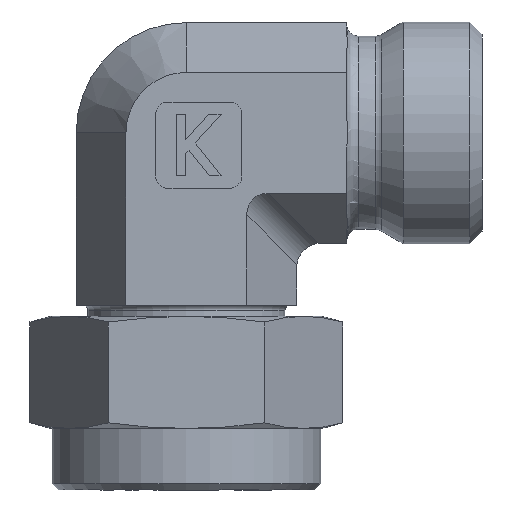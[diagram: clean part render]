
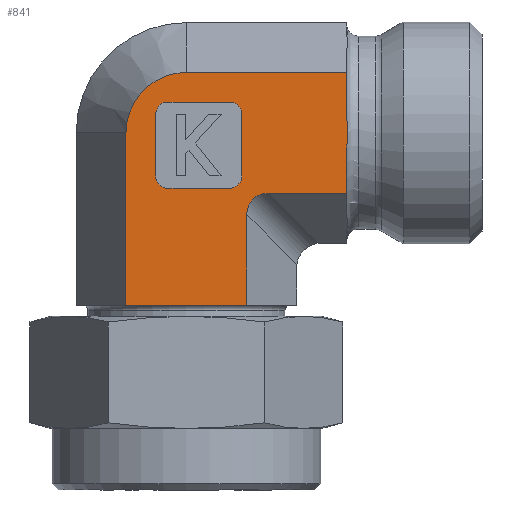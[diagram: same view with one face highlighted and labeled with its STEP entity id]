
A CAD part, left-side view. The second image highlights one B-rep face of the part: STEP entity #841.
In plain terms, the highlighted planar face has unit normal (-1, 0, 0).
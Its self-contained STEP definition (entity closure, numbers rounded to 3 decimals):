
#186=CARTESIAN_POINT('',(-27.685,4.636,1.));
#187=VERTEX_POINT('',#186);
#194=CARTESIAN_POINT('',(-27.685,14.451,1.));
#195=VERTEX_POINT('',#194);
#196=CARTESIAN_POINT('',(-27.685,14.451,1.));
#197=DIRECTION('',(0.0,-1.0,0.0));
#198=VECTOR('',#197,9.815);
#199=LINE('',#196,#198);
#200=EDGE_CURVE('',#195,#187,#199,.T.);
#683=CARTESIAN_POINT('',(-27.685,4.636,0.0));
#684=DIRECTION('',(-1.0,0.0,0.0));
#685=DIRECTION('',(0.0,0.0,1.0));
#686=AXIS2_PLACEMENT_3D('',#683,#684,#685);
#687=PLANE('',#686);
#688=ORIENTED_EDGE('',*,*,#200,.T.);
#689=CARTESIAN_POINT('',(-27.685,4.636,8.36));
#690=VERTEX_POINT('',#689);
#691=CARTESIAN_POINT('',(-27.685,4.636,1.));
#692=DIRECTION('',(0.0,0.0,1.0));
#693=VECTOR('',#692,7.36);
#694=LINE('',#691,#693);
#695=EDGE_CURVE('',#187,#690,#694,.T.);
#696=ORIENTED_EDGE('',*,*,#695,.T.);
#697=CARTESIAN_POINT('',(-27.685,2.904,10.093));
#698=VERTEX_POINT('',#697);
#699=CARTESIAN_POINT('',(-27.685,2.327,7.783));
#700=DIRECTION('',(-1.0,0.,0.));
#701=DIRECTION('',(0.,0.707,0.707));
#702=AXIS2_PLACEMENT_3D('',#699,#700,#701);
#703=ELLIPSE('',#702,2.582,2.0);
#704=EDGE_CURVE('',#698,#690,#703,.T.);
#705=ORIENTED_EDGE('',*,*,#704,.F.);
#706=CARTESIAN_POINT('',(-27.685,-3.456,10.093));
#707=VERTEX_POINT('',#706);
#708=CARTESIAN_POINT('',(-27.685,2.904,10.093));
#709=DIRECTION('',(0.0,-1.0,0.0));
#710=VECTOR('',#709,6.36);
#711=LINE('',#708,#710);
#712=EDGE_CURVE('',#698,#707,#711,.T.);
#713=ORIENTED_EDGE('',*,*,#712,.T.);
#714=CARTESIAN_POINT('',(-27.685,-3.456,12.536));
#715=VERTEX_POINT('',#714);
#716=CARTESIAN_POINT('',(-27.685,-3.456,10.093));
#717=DIRECTION('',(0.0,0.0,1.0));
#718=VECTOR('',#717,2.443);
#719=LINE('',#716,#718);
#720=EDGE_CURVE('',#707,#715,#719,.T.);
#721=ORIENTED_EDGE('',*,*,#720,.T.);
#722=CARTESIAN_POINT('',(-27.685,-3.456,17.464));
#723=VERTEX_POINT('',#722);
#724=CARTESIAN_POINT('',(-27.685,-3.456,12.536));
#725=CARTESIAN_POINT('',(-27.685,-3.456,12.769));
#726=CARTESIAN_POINT('',(-27.685,-3.464,13.048));
#727=CARTESIAN_POINT('',(-27.685,-3.491,13.818));
#728=CARTESIAN_POINT('',(-27.685,-3.519,14.462));
#729=CARTESIAN_POINT('',(-27.685,-3.519,15.));
#730=CARTESIAN_POINT('',(-27.685,-3.519,15.538));
#731=CARTESIAN_POINT('',(-27.685,-3.491,16.182));
#732=CARTESIAN_POINT('',(-27.685,-3.464,16.952));
#733=CARTESIAN_POINT('',(-27.685,-3.456,17.231));
#734=CARTESIAN_POINT('',(-27.685,-3.456,17.464));
#735=B_SPLINE_CURVE_WITH_KNOTS('',3,(#724,#725,#726,#727,#728,#729,#730,#731,#732,#733,#734),.UNSPECIFIED.,.F.,.U.,(4,2,3,2,4),(-0.231,-0.161,0.0,0.161,0.231),.UNSPECIFIED.);
#736=EDGE_CURVE('',#715,#723,#735,.T.);
#737=ORIENTED_EDGE('',*,*,#736,.T.);
#738=CARTESIAN_POINT('',(-27.685,-3.456,19.907));
#739=VERTEX_POINT('',#738);
#740=CARTESIAN_POINT('',(-27.685,-3.456,17.464));
#741=DIRECTION('',(0.0,0.0,1.0));
#742=VECTOR('',#741,2.443);
#743=LINE('',#740,#742);
#744=EDGE_CURVE('',#723,#739,#743,.T.);
#745=ORIENTED_EDGE('',*,*,#744,.T.);
#746=CARTESIAN_POINT('',(-27.685,9.544,19.907));
#747=VERTEX_POINT('',#746);
#748=CARTESIAN_POINT('',(-27.685,9.544,19.907));
#749=DIRECTION('',(0.0,-1.0,0.0));
#750=VECTOR('',#749,13.);
#751=LINE('',#748,#750);
#752=EDGE_CURVE('',#747,#739,#751,.T.);
#753=ORIENTED_EDGE('',*,*,#752,.F.);
#754=CARTESIAN_POINT('',(-27.685,14.451,15.));
#755=VERTEX_POINT('',#754);
#756=CARTESIAN_POINT('',(-27.685,9.544,15.));
#757=DIRECTION('',(-1.0,0.0,0.0));
#758=DIRECTION('',(0.0,0.0,1.0));
#759=AXIS2_PLACEMENT_3D('',#756,#757,#758);
#760=CIRCLE('',#759,4.907);
#761=EDGE_CURVE('',#747,#755,#760,.T.);
#762=ORIENTED_EDGE('',*,*,#761,.T.);
#763=CARTESIAN_POINT('',(-27.685,14.451,1.));
#764=DIRECTION('',(0.0,0.0,1.0));
#765=VECTOR('',#764,14.);
#766=LINE('',#763,#765);
#767=EDGE_CURVE('',#195,#755,#766,.T.);
#768=ORIENTED_EDGE('',*,*,#767,.F.);
#769=EDGE_LOOP('',(#688,#696,#705,#713,#721,#737,#745,#753,#762,#768));
#770=FACE_OUTER_BOUND('',#769,.T.);
#771=CARTESIAN_POINT('',(-27.685,6.044,10.5));
#772=VERTEX_POINT('',#771);
#773=CARTESIAN_POINT('',(-27.685,11.044,10.5));
#774=VERTEX_POINT('',#773);
#775=CARTESIAN_POINT('',(-27.685,6.044,10.5));
#776=DIRECTION('',(0.0,1.0,0.0));
#777=VECTOR('',#776,5.);
#778=LINE('',#775,#777);
#779=EDGE_CURVE('',#772,#774,#778,.T.);
#780=ORIENTED_EDGE('',*,*,#779,.T.);
#781=CARTESIAN_POINT('',(-27.685,12.044,11.5));
#782=VERTEX_POINT('',#781);
#783=CARTESIAN_POINT('',(-27.685,11.044,11.5));
#784=DIRECTION('',(-1.0,0.0,0.0));
#785=DIRECTION('',(0.0,0.707,-0.707));
#786=AXIS2_PLACEMENT_3D('',#783,#784,#785);
#787=CIRCLE('',#786,1.0);
#788=EDGE_CURVE('',#782,#774,#787,.T.);
#789=ORIENTED_EDGE('',*,*,#788,.F.);
#790=CARTESIAN_POINT('',(-27.685,12.044,16.5));
#791=VERTEX_POINT('',#790);
#792=CARTESIAN_POINT('',(-27.685,12.044,11.5));
#793=DIRECTION('',(0.0,0.0,1.0));
#794=VECTOR('',#793,5.);
#795=LINE('',#792,#794);
#796=EDGE_CURVE('',#782,#791,#795,.T.);
#797=ORIENTED_EDGE('',*,*,#796,.T.);
#798=CARTESIAN_POINT('',(-27.685,11.044,17.5));
#799=VERTEX_POINT('',#798);
#800=CARTESIAN_POINT('',(-27.685,11.044,16.5));
#801=DIRECTION('',(-1.0,0.0,0.0));
#802=DIRECTION('',(0.0,0.707,0.707));
#803=AXIS2_PLACEMENT_3D('',#800,#801,#802);
#804=CIRCLE('',#803,1.0);
#805=EDGE_CURVE('',#799,#791,#804,.T.);
#806=ORIENTED_EDGE('',*,*,#805,.F.);
#807=CARTESIAN_POINT('',(-27.685,6.044,17.5));
#808=VERTEX_POINT('',#807);
#809=CARTESIAN_POINT('',(-27.685,11.044,17.5));
#810=DIRECTION('',(0.0,-1.0,0.0));
#811=VECTOR('',#810,5.);
#812=LINE('',#809,#811);
#813=EDGE_CURVE('',#799,#808,#812,.T.);
#814=ORIENTED_EDGE('',*,*,#813,.T.);
#815=CARTESIAN_POINT('',(-27.685,5.044,16.5));
#816=VERTEX_POINT('',#815);
#817=CARTESIAN_POINT('',(-27.685,6.044,16.5));
#818=DIRECTION('',(-1.0,0.0,0.0));
#819=DIRECTION('',(0.0,-0.707,0.707));
#820=AXIS2_PLACEMENT_3D('',#817,#818,#819);
#821=CIRCLE('',#820,1.0);
#822=EDGE_CURVE('',#816,#808,#821,.T.);
#823=ORIENTED_EDGE('',*,*,#822,.F.);
#824=CARTESIAN_POINT('',(-27.685,5.044,11.5));
#825=VERTEX_POINT('',#824);
#826=CARTESIAN_POINT('',(-27.685,5.044,16.5));
#827=DIRECTION('',(0.0,0.0,-1.0));
#828=VECTOR('',#827,5.);
#829=LINE('',#826,#828);
#830=EDGE_CURVE('',#816,#825,#829,.T.);
#831=ORIENTED_EDGE('',*,*,#830,.T.);
#832=CARTESIAN_POINT('',(-27.685,6.044,11.5));
#833=DIRECTION('',(-1.0,0.0,0.0));
#834=DIRECTION('',(0.0,-0.707,-0.707));
#835=AXIS2_PLACEMENT_3D('',#832,#833,#834);
#836=CIRCLE('',#835,1.0);
#837=EDGE_CURVE('',#772,#825,#836,.T.);
#838=ORIENTED_EDGE('',*,*,#837,.F.);
#839=EDGE_LOOP('',(#780,#789,#797,#806,#814,#823,#831,#838));
#840=FACE_BOUND('',#839,.T.);
#841=ADVANCED_FACE('',(#770,#840),#687,.T.);
